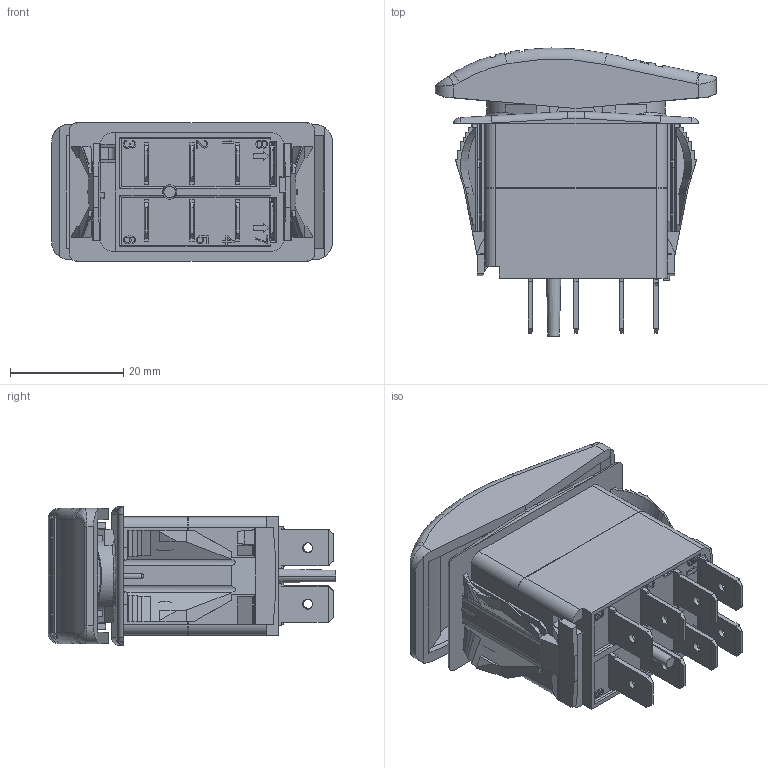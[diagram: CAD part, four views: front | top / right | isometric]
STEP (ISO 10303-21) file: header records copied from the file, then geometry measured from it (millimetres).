
FILE_DESCRIPTION((''),'2;1');
FILE_NAME('VJD1U66B-C7C00-000_SW0001','2011-09-22T',('leads.cao'),(''),'PRO/ENGINEER BY PARAMETRIC TECHNOLOGY CORPORATION, 2010280','PRO/ENGINEER BY PARAMETRIC TECHNOLOGY CORPORATION, 2010280','');
FILE_SCHEMA(('CONFIG_CONTROL_DESIGN'));
Length unit declared in the file: inch
Products named in the file (1): VJD1U66B-C7C00-000_SW0001
Bounding box: 49.53 x 50.75 x 24.38 mm (x, y, z)
Volume: 14437.8 mm3; surface area: 19840.8 mm2
Topology: 1 solids, 1 shells, 1572 faces, 4453 edges, 2895 vertices
Faces by surface type: plane 1287, cylinder 231, bspline 24, torus 16, cone 14
Entity records: 52513 total; most frequent: CARTESIAN_POINT 11833, ORIENTED_EDGE 8906, DIRECTION 7783, EDGE_CURVE 4453, VECTOR 3701, LINE 3701, VERTEX_POINT 2895, AXIS2_PLACEMENT_3D 2041
